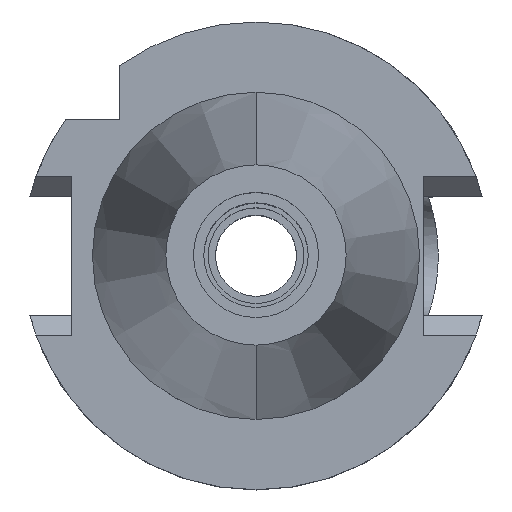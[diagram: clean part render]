
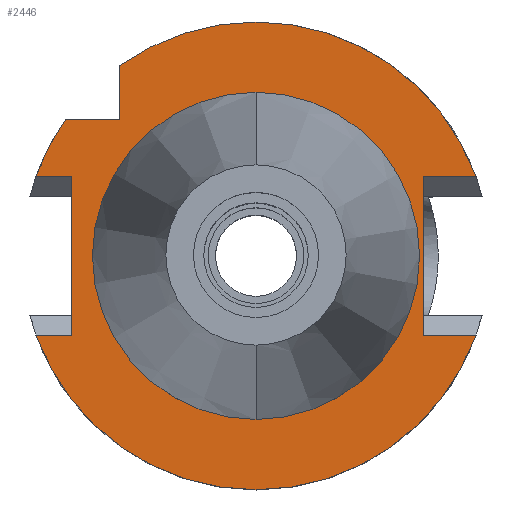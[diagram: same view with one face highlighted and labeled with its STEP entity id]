
A CAD part, top view. The second image highlights one B-rep face of the part: STEP entity #2446.
In plain terms, the highlighted planar face has unit normal (0, 0, 1).
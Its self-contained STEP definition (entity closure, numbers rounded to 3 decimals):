
#524=DIRECTION('',(0.,-1.,0.));
#525=VECTOR('',#524,21.5);
#526=CARTESIAN_POINT('',(-25.,10.75,-1.));
#527=LINE('',#526,#525);
#623=DIRECTION('',(0.,-1.,0.));
#624=VECTOR('',#623,7.334);
#625=CARTESIAN_POINT('',(-18.5,25.834,-1.));
#626=LINE('',#625,#624);
#713=CARTESIAN_POINT('',(0.,0.,-1.));
#714=DIRECTION('',(0.,0.,-1.));
#715=DIRECTION('',(-0.582,0.813,0.));
#716=AXIS2_PLACEMENT_3D('',#713,#714,#715);
#721=CARTESIAN_POINT('',(0.,0.,-1.));
#722=DIRECTION('',(0.,0.,-1.));
#723=DIRECTION('',(0.,1.,0.));
#724=AXIS2_PLACEMENT_3D('',#721,#722,#723);
#729=DIRECTION('',(0.,-1.,0.));
#730=VECTOR('',#729,21.5);
#731=CARTESIAN_POINT('',(22.7,10.75,-1.));
#732=LINE('',#731,#730);
#736=DIRECTION('',(1.,0.,0.));
#737=VECTOR('',#736,7.201);
#738=CARTESIAN_POINT('',(22.7,-10.75,-1.));
#739=LINE('',#738,#737);
#743=CARTESIAN_POINT('',(0.,0.,-1.));
#744=DIRECTION('',(0.,0.,-1.));
#745=DIRECTION('',(0.941,-0.338,0.));
#746=AXIS2_PLACEMENT_3D('',#743,#744,#745);
#751=CARTESIAN_POINT('',(0.,0.,-1.));
#752=DIRECTION('',(0.,0.,-1.));
#753=DIRECTION('',(0.,-1.,0.));
#754=AXIS2_PLACEMENT_3D('',#751,#752,#753);
#759=DIRECTION('',(-1.,0.,0.));
#760=VECTOR('',#759,4.901);
#761=CARTESIAN_POINT('',(-25.,10.75,-1.));
#762=LINE('',#761,#760);
#766=CARTESIAN_POINT('',(0.,0.,-1.));
#767=DIRECTION('',(0.,0.,-1.));
#768=DIRECTION('',(-0.941,0.338,0.));
#769=AXIS2_PLACEMENT_3D('',#766,#767,#768);
#774=CARTESIAN_POINT('',(0.,0.,-1.));
#775=DIRECTION('',(0.,0.,1.));
#776=DIRECTION('',(0.,-1.,0.));
#777=AXIS2_PLACEMENT_3D('',#774,#775,#776);
#782=CARTESIAN_POINT('',(0.,0.,-1.));
#783=DIRECTION('',(0.,0.,1.));
#784=DIRECTION('',(0.,1.,0.));
#785=AXIS2_PLACEMENT_3D('',#782,#783,#784);
#807=CARTESIAN_POINT('',(29.901,10.75,-1.));
#963=DIRECTION('',(1.,0.,0.));
#964=VECTOR('',#963,7.201);
#965=CARTESIAN_POINT('',(22.7,10.75,-1.));
#966=LINE('',#965,#964);
#973=CARTESIAN_POINT('',(-29.901,-10.75,-1.));
#1007=DIRECTION('',(-1.,0.,0.));
#1008=VECTOR('',#1007,4.901);
#1009=CARTESIAN_POINT('',(-25.,-10.75,-1.));
#1010=LINE('',#1009,#1008);
#1310=DIRECTION('',(-1.,0.,0.));
#1311=VECTOR('',#1310,7.334);
#1312=CARTESIAN_POINT('',(-18.5,18.5,-1.));
#1313=LINE('',#1312,#1311);
#1654=CARTESIAN_POINT('',(-25.,10.75,-1.));
#1655=VERTEX_POINT('',#1654);
#1656=CARTESIAN_POINT('',(-25.,-10.75,-1.));
#1657=VERTEX_POINT('',#1656);
#1692=VERTEX_POINT('',#973);
#1693=CARTESIAN_POINT('',(0.,-31.775,-1.));
#1694=VERTEX_POINT('',#1693);
#1695=CARTESIAN_POINT('',(29.901,-10.75,-1.));
#1696=VERTEX_POINT('',#1695);
#1702=CARTESIAN_POINT('',(-18.5,25.834,-1.));
#1704=VERTEX_POINT('',#1702);
#1712=VERTEX_POINT('',#807);
#1713=CARTESIAN_POINT('',(0.,31.775,-1.));
#1714=VERTEX_POINT('',#1713);
#1716=CARTESIAN_POINT('',(-25.834,18.5,-1.));
#1718=VERTEX_POINT('',#1716);
#1719=CARTESIAN_POINT('',(-29.901,10.75,-1.));
#1720=VERTEX_POINT('',#1719);
#1724=CARTESIAN_POINT('',(-18.5,18.5,-1.));
#1725=VERTEX_POINT('',#1724);
#1726=CARTESIAN_POINT('',(22.7,10.75,-1.));
#1727=VERTEX_POINT('',#1726);
#1728=CARTESIAN_POINT('',(22.7,-10.75,-1.));
#1729=VERTEX_POINT('',#1728);
#1730=CARTESIAN_POINT('',(0.,-22.225,-1.));
#1731=CARTESIAN_POINT('',(0.,22.225,-1.));
#1732=VERTEX_POINT('',#1730);
#1733=VERTEX_POINT('',#1731);
#2410=CARTESIAN_POINT('',(0.,0.,-1.));
#2411=DIRECTION('',(0.,0.,-1.));
#2412=DIRECTION('',(0.,-1.,0.));
#2413=AXIS2_PLACEMENT_3D('',#2410,#2411,#2412);
#2414=PLANE('',#2413);
#2415=ORIENTED_EDGE('',*,*,#2339,.F.);
#2417=ORIENTED_EDGE('',*,*,#2416,.T.);
#2419=ORIENTED_EDGE('',*,*,#2418,.T.);
#2421=ORIENTED_EDGE('',*,*,#2420,.F.);
#2422=ORIENTED_EDGE('',*,*,#2396,.T.);
#2424=ORIENTED_EDGE('',*,*,#2423,.T.);
#2426=ORIENTED_EDGE('',*,*,#2425,.T.);
#2428=ORIENTED_EDGE('',*,*,#2427,.T.);
#2430=ORIENTED_EDGE('',*,*,#2429,.F.);
#2431=ORIENTED_EDGE('',*,*,#2283,.F.);
#2433=ORIENTED_EDGE('',*,*,#2432,.T.);
#2435=ORIENTED_EDGE('',*,*,#2434,.T.);
#2437=ORIENTED_EDGE('',*,*,#2436,.F.);
#2438=EDGE_LOOP('',(#2415,#2417,#2419,#2421,#2422,#2424,#2426,#2428,#2430,#2431,
#2433,#2435,#2437));
#2439=FACE_OUTER_BOUND('',#2438,.F.);
#2441=ORIENTED_EDGE('',*,*,#2440,.T.);
#2443=ORIENTED_EDGE('',*,*,#2442,.T.);
#2444=EDGE_LOOP('',(#2441,#2443));
#2445=FACE_BOUND('',#2444,.F.);
#717=CIRCLE('',#716,31.775);
#725=CIRCLE('',#724,31.775);
#747=CIRCLE('',#746,31.775);
#755=CIRCLE('',#754,31.775);
#770=CIRCLE('',#769,31.775);
#778=CIRCLE('',#777,22.225);
#786=CIRCLE('',#785,22.225);
#2283=EDGE_CURVE('',#1655,#1657,#527,.T.);
#2339=EDGE_CURVE('',#1704,#1725,#626,.T.);
#2396=EDGE_CURVE('',#1727,#1729,#732,.T.);
#2416=EDGE_CURVE('',#1704,#1714,#717,.T.);
#2418=EDGE_CURVE('',#1714,#1712,#725,.T.);
#2420=EDGE_CURVE('',#1727,#1712,#966,.T.);
#2423=EDGE_CURVE('',#1729,#1696,#739,.T.);
#2425=EDGE_CURVE('',#1696,#1694,#747,.T.);
#2427=EDGE_CURVE('',#1694,#1692,#755,.T.);
#2429=EDGE_CURVE('',#1657,#1692,#1010,.T.);
#2432=EDGE_CURVE('',#1655,#1720,#762,.T.);
#2434=EDGE_CURVE('',#1720,#1718,#770,.T.);
#2436=EDGE_CURVE('',#1725,#1718,#1313,.T.);
#2440=EDGE_CURVE('',#1732,#1733,#778,.T.);
#2442=EDGE_CURVE('',#1733,#1732,#786,.T.);
#2446=ADVANCED_FACE('',(#2439,#2445),#2414,.F.);
